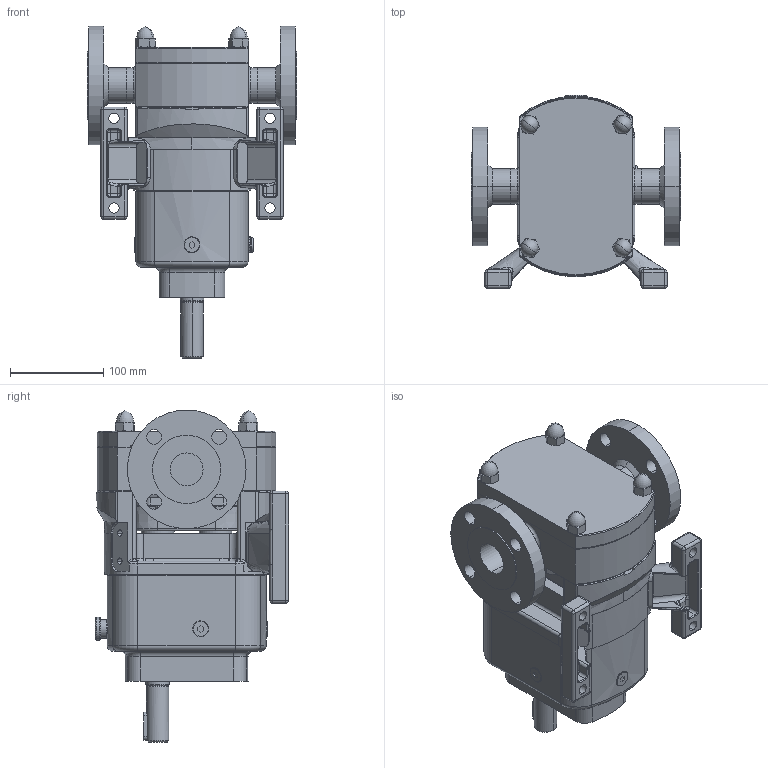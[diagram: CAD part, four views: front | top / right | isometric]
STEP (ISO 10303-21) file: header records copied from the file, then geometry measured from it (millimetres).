
FILE_DESCRIPTION (( 'STEP AP214' ), '1' );
FILE_NAME ('GA4524.STEP', '2024-11-07T17:07:54', ( '' ), ( '' ), 'SwSTEP 2.0', 'SolidWorks 2023', '' );
FILE_SCHEMA (( 'AUTOMOTIVE_DESIGN' ));
Length unit declared in the file: millimetre
Products named in the file (3): Copy of Z94-5301-22 - 1.5 INCH ASA 150^GA4524; GA4524; Copy of CP20-0020-12 H T^GA4524
Assembly tree (3 placements, depth 2):
  GA4524
    Copy of CP20-0020-12 H T^GA4524
    Copy of Z94-5301-22 - 1.5 INCH ASA 150^GA4524  x2
Bounding box: 224 x 206.69 x 355.24 mm (x, y, z)
Volume: 5112228 mm3; surface area: 359269.5 mm2
Topology: 3 solids, 3 shells, 829 faces, 2041 edges, 1210 vertices
Faces by surface type: cylinder 304, plane 255, bspline 84, torus 78, cone 78, sphere 30
Entity records: 31156 total; most frequent: CARTESIAN_POINT 12712, ORIENTED_EDGE 3906, DIRECTION 3844, EDGE_CURVE 1953, AXIS2_PLACEMENT_3D 1554, VERTEX_POINT 1176, EDGE_LOOP 865, CIRCLE 825
